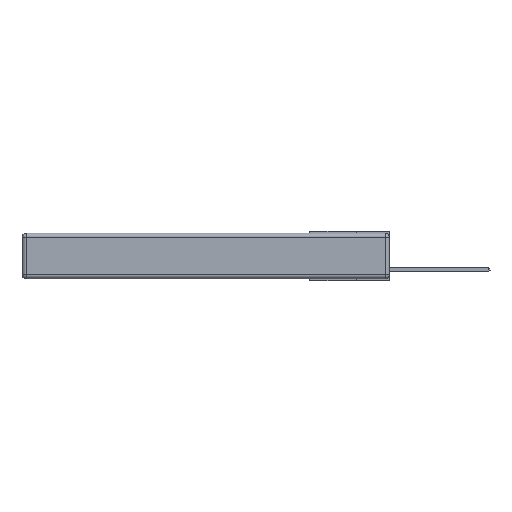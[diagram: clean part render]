
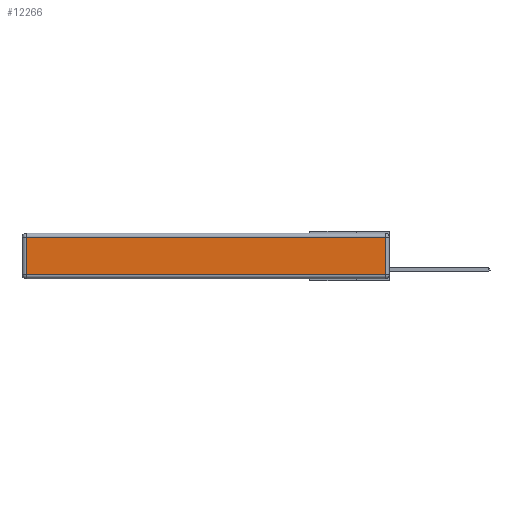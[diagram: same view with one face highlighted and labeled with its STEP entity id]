
A CAD part, left-side view. The second image highlights one B-rep face of the part: STEP entity #12266.
In plain terms, the highlighted planar face has unit normal (-1, 0, 0).
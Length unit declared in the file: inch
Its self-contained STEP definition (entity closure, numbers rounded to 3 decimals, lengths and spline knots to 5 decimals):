
#1240 = EDGE_CURVE ( 'NONE', #15147, #4397, #12421, .T. ) ;
#1674 = LINE ( 'NONE', #5880, #13144 ) ;
#1987 = DIRECTION ( 'NONE',  ( 0., 0., 1. ) ) ;
#2242 = EDGE_CURVE ( 'NONE', #4397, #14694, #1674, .T. ) ;
#2606 = LINE ( 'NONE', #10555, #13575 ) ;
#3027 = ORIENTED_EDGE ( 'NONE', *, *, #11682, .T. ) ;
#3518 = FACE_OUTER_BOUND ( 'NONE', #15151, .T. ) ;
#3775 = LINE ( 'NONE', #3947, #10097 ) ;
#3947 = CARTESIAN_POINT ( 'NONE',  ( 0., 2.75, -0.03 ) ) ;
#4106 = VERTEX_POINT ( 'NONE', #6155 ) ;
#4291 = CARTESIAN_POINT ( 'NONE',  ( 0., 2.72, -0.343 ) ) ;
#4397 = VERTEX_POINT ( 'NONE', #9630 ) ;
#4638 = ORIENTED_EDGE ( 'NONE', *, *, #15239, .T. ) ;
#5258 = DIRECTION ( 'NONE',  ( -1., 0., 0. ) ) ;
#5462 = CARTESIAN_POINT ( 'NONE',  ( 0., 0., -0.343 ) ) ;
#5530 = DIRECTION ( 'NONE',  ( 0., 0., -1. ) ) ;
#5880 = CARTESIAN_POINT ( 'NONE',  ( 0., 0., -0.313 ) ) ;
#6155 = CARTESIAN_POINT ( 'NONE',  ( 0., 0.03, -0.03 ) ) ;
#6731 = AXIS2_PLACEMENT_3D ( 'NONE', #5462, #5258, #13764 ) ;
#7293 = ORIENTED_EDGE ( 'NONE', *, *, #2242, .T. ) ;
#7636 = ORIENTED_EDGE ( 'NONE', *, *, #1240, .T. ) ;
#7802 = CARTESIAN_POINT ( 'NONE',  ( 0., 0.03, -0.313 ) ) ;
#9249 = VECTOR ( 'NONE', #5530, 39.37008 ) ;
#9630 = CARTESIAN_POINT ( 'NONE',  ( 0., 2.72, -0.313 ) ) ;
#10097 = VECTOR ( 'NONE', #13478, 39.37008 ) ;
#10555 = CARTESIAN_POINT ( 'NONE',  ( 0., 0.03, -0.343 ) ) ;
#10997 = CARTESIAN_POINT ( 'NONE',  ( 0., 2.72, -0.03 ) ) ;
#11377 = PLANE ( 'NONE',  #6731 ) ;
#11682 = EDGE_CURVE ( 'NONE', #14694, #4106, #2606, .T. ) ;
#12266 = ADVANCED_FACE ( 'NONE', ( #3518 ), #11377, .T. ) ;
#12421 = LINE ( 'NONE', #4291, #9249 ) ;
#13144 = VECTOR ( 'NONE', #14279, 39.37008 ) ;
#13478 = DIRECTION ( 'NONE',  ( 0., 1., 0. ) ) ;
#13575 = VECTOR ( 'NONE', #1987, 39.37008 ) ;
#13764 = DIRECTION ( 'NONE',  ( 0., 0., 1. ) ) ;
#14279 = DIRECTION ( 'NONE',  ( 0., -1., 0. ) ) ;
#14694 = VERTEX_POINT ( 'NONE', #7802 ) ;
#15147 = VERTEX_POINT ( 'NONE', #10997 ) ;
#15151 = EDGE_LOOP ( 'NONE', ( #7293, #3027, #4638, #7636 ) ) ;
#15239 = EDGE_CURVE ( 'NONE', #4106, #15147, #3775, .T. ) ;
